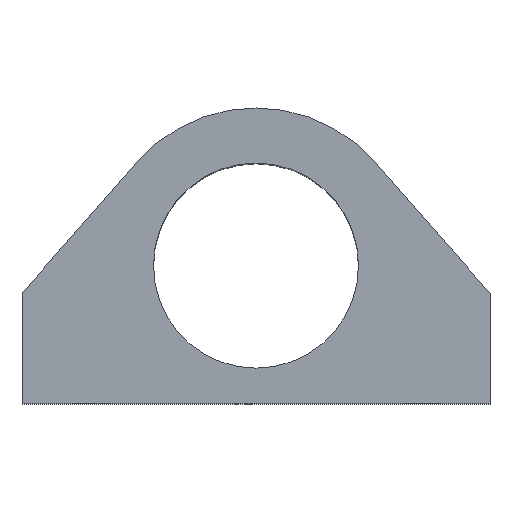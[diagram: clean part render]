
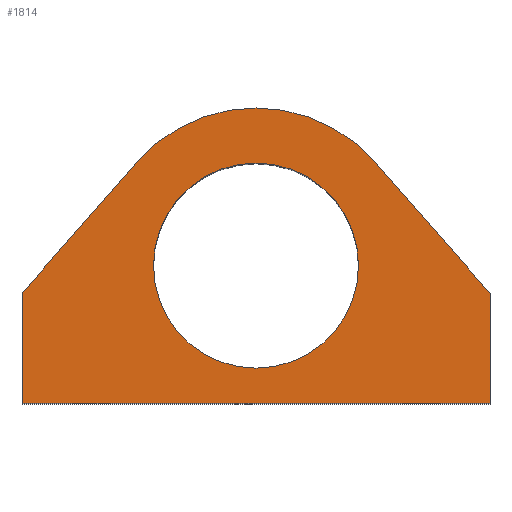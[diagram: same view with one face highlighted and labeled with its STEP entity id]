
A CAD part, top view. The second image highlights one B-rep face of the part: STEP entity #1814.
In plain terms, the highlighted planar face has unit normal (0, 0, 1).
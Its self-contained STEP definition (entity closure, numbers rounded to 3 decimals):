
#36 = DIRECTION ( 'NONE',  ( 0., -1., 0. ) ) ;
#57 = CARTESIAN_POINT ( 'NONE',  ( 0., 10., 0. ) ) ;
#139 = VECTOR ( 'NONE', #2442, 1000. ) ;
#174 = EDGE_CURVE ( 'NONE', #1734, #426, #1441, .T. ) ;
#179 = CARTESIAN_POINT ( 'NONE',  ( -7.45, 10., 0. ) ) ;
#187 = VECTOR ( 'NONE', #1498, 1000. ) ;
#192 = VERTEX_POINT ( 'NONE', #606 ) ;
#218 = CARTESIAN_POINT ( 'NONE',  ( 7.45, 10., 0. ) ) ;
#234 = AXIS2_PLACEMENT_3D ( 'NONE', #2026, #981, #729 ) ;
#292 = CARTESIAN_POINT ( 'NONE',  ( -17., 0., 0. ) ) ;
#300 = EDGE_CURVE ( 'NONE', #1038, #2246, #761, .T. ) ;
#337 = DIRECTION ( 'NONE',  ( 1., 0., 0. ) ) ;
#418 = LINE ( 'NONE', #431, #187 ) ;
#426 = VERTEX_POINT ( 'NONE', #1954 ) ;
#431 = CARTESIAN_POINT ( 'NONE',  ( -17., 8., 0. ) ) ;
#444 = AXIS2_PLACEMENT_3D ( 'NONE', #57, #1303, #1923 ) ;
#445 = DIRECTION ( 'NONE',  ( 0., 0., 1. ) ) ;
#456 = ORIENTED_EDGE ( 'NONE', *, *, #2558, .T. ) ;
#538 = CARTESIAN_POINT ( 'NONE',  ( -17., 0., 0. ) ) ;
#592 = CARTESIAN_POINT ( 'NONE',  ( 17., 0., 0. ) ) ;
#606 = CARTESIAN_POINT ( 'NONE',  ( -17., 8., 0. ) ) ;
#629 = ORIENTED_EDGE ( 'NONE', *, *, #778, .T. ) ;
#676 = EDGE_CURVE ( 'NONE', #426, #2635, #938, .T. ) ;
#729 = DIRECTION ( 'NONE',  ( 1., 0., 0. ) ) ;
#761 = CIRCLE ( 'NONE', #1988, 7.45 ) ;
#771 = LINE ( 'NONE', #1609, #139 ) ;
#778 = EDGE_CURVE ( 'NONE', #2635, #192, #418, .T. ) ;
#868 = CARTESIAN_POINT ( 'NONE',  ( 0., 10., 0. ) ) ;
#898 = DIRECTION ( 'NONE',  ( 1., 0., 0. ) ) ;
#938 = CIRCLE ( 'NONE', #1282, 11.45 ) ;
#981 = DIRECTION ( 'NONE',  ( 0., 0., 1. ) ) ;
#986 = VERTEX_POINT ( 'NONE', #592 ) ;
#1038 = VERTEX_POINT ( 'NONE', #179 ) ;
#1078 = DIRECTION ( 'NONE',  ( 0., 0., 1. ) ) ;
#1082 = EDGE_CURVE ( 'NONE', #986, #1734, #771, .T. ) ;
#1170 = VERTEX_POINT ( 'NONE', #292 ) ;
#1201 = CARTESIAN_POINT ( 'NONE',  ( 8.601, 17.558, 0. ) ) ;
#1274 = PLANE ( 'NONE',  #444 ) ;
#1278 = VECTOR ( 'NONE', #1651, 1000. ) ;
#1282 = AXIS2_PLACEMENT_3D ( 'NONE', #2316, #445, #1484 ) ;
#1303 = DIRECTION ( 'NONE',  ( 0., 0., -1. ) ) ;
#1309 = ORIENTED_EDGE ( 'NONE', *, *, #174, .T. ) ;
#1317 = FACE_OUTER_BOUND ( 'NONE', #1327, .T. ) ;
#1327 = EDGE_LOOP ( 'NONE', ( #1904, #1309, #1994, #629, #456, #2400 ) ) ;
#1351 = EDGE_CURVE ( 'NONE', #2246, #1038, #2280, .T. ) ;
#1441 = LINE ( 'NONE', #1201, #1278 ) ;
#1484 = DIRECTION ( 'NONE',  ( -1., 0., 0. ) ) ;
#1498 = DIRECTION ( 'NONE',  ( -0.66, -0.751, 0. ) ) ;
#1609 = CARTESIAN_POINT ( 'NONE',  ( 17., 8., 0. ) ) ;
#1610 = CARTESIAN_POINT ( 'NONE',  ( 17., 8., 0. ) ) ;
#1651 = DIRECTION ( 'NONE',  ( -0.66, 0.751, 0. ) ) ;
#1734 = VERTEX_POINT ( 'NONE', #1610 ) ;
#1814 = ADVANCED_FACE ( 'NONE', ( #2140, #1317 ), #1274, .F. ) ;
#1904 = ORIENTED_EDGE ( 'NONE', *, *, #1082, .T. ) ;
#1923 = DIRECTION ( 'NONE',  ( -1., 0., 0. ) ) ;
#1925 = ORIENTED_EDGE ( 'NONE', *, *, #1351, .F. ) ;
#1954 = CARTESIAN_POINT ( 'NONE',  ( 8.601, 17.558, 0. ) ) ;
#1988 = AXIS2_PLACEMENT_3D ( 'NONE', #868, #1078, #898 ) ;
#1994 = ORIENTED_EDGE ( 'NONE', *, *, #676, .T. ) ;
#2026 = CARTESIAN_POINT ( 'NONE',  ( 0., 10., 0. ) ) ;
#2091 = CARTESIAN_POINT ( 'NONE',  ( -8.601, 17.558, 0. ) ) ;
#2140 = FACE_BOUND ( 'NONE', #2257, .T. ) ;
#2246 = VERTEX_POINT ( 'NONE', #218 ) ;
#2257 = EDGE_LOOP ( 'NONE', ( #1925, #2716 ) ) ;
#2277 = CARTESIAN_POINT ( 'NONE',  ( -17., 0., 0. ) ) ;
#2280 = CIRCLE ( 'NONE', #234, 7.45 ) ;
#2316 = CARTESIAN_POINT ( 'NONE',  ( 0., 10., 0. ) ) ;
#2324 = LINE ( 'NONE', #2277, #2582 ) ;
#2370 = EDGE_CURVE ( 'NONE', #1170, #986, #2593, .T. ) ;
#2400 = ORIENTED_EDGE ( 'NONE', *, *, #2370, .T. ) ;
#2442 = DIRECTION ( 'NONE',  ( 0., 1., 0. ) ) ;
#2558 = EDGE_CURVE ( 'NONE', #192, #1170, #2324, .T. ) ;
#2582 = VECTOR ( 'NONE', #36, 1000. ) ;
#2593 = LINE ( 'NONE', #538, #2622 ) ;
#2622 = VECTOR ( 'NONE', #337, 1000. ) ;
#2635 = VERTEX_POINT ( 'NONE', #2091 ) ;
#2716 = ORIENTED_EDGE ( 'NONE', *, *, #300, .F. ) ;
